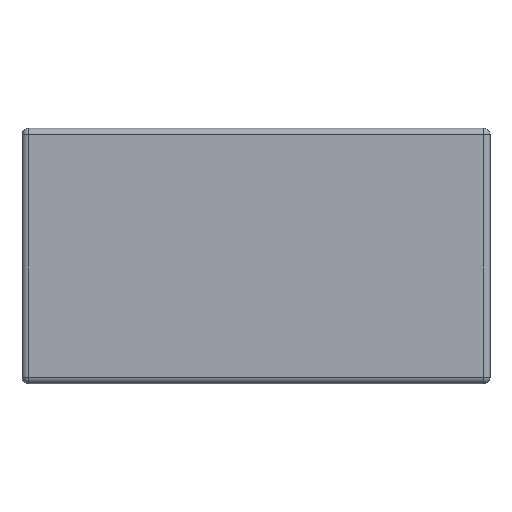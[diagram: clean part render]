
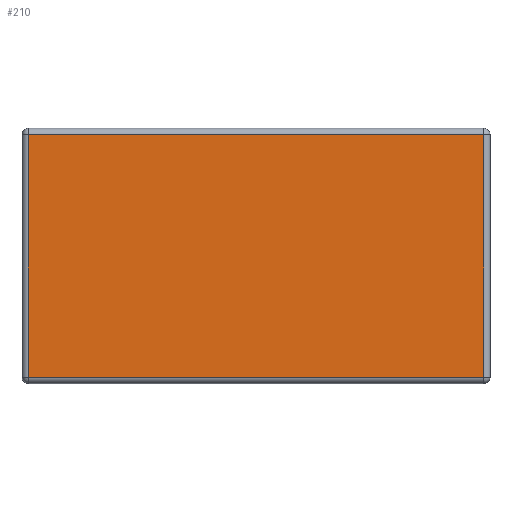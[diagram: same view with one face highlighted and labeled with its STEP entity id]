
A CAD part, top view. The second image highlights one B-rep face of the part: STEP entity #210.
In plain terms, the highlighted planar face has unit normal (0, 0, 1).
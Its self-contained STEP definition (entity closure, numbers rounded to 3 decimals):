
#210 = ADVANCED_FACE( '', ( #457 ), #458, .T. );
#457 = FACE_OUTER_BOUND( '', #730, .T. );
#458 = PLANE( '', #731 );
#730 = EDGE_LOOP( '', ( #1282, #1283, #1284, #1285 ) );
#731 = AXIS2_PLACEMENT_3D( '', #1286, #1287, #1288 );
#1282 = ORIENTED_EDGE( '', *, *, #1680, .T. );
#1283 = ORIENTED_EDGE( '', *, *, #1770, .T. );
#1284 = ORIENTED_EDGE( '', *, *, #1771, .T. );
#1285 = ORIENTED_EDGE( '', *, *, #1566, .T. );
#1286 = CARTESIAN_POINT( '', ( 0., 0., 29. ) );
#1287 = DIRECTION( '', ( 0., 0., 1. ) );
#1288 = DIRECTION( '', ( 1., 0., 0. ) );
#1566 = EDGE_CURVE( '', #1847, #1852, #1854, .T. );
#1680 = EDGE_CURVE( '', #1852, #1866, #2047, .T. );
#1770 = EDGE_CURVE( '', #1866, #2151, #2164, .T. );
#1771 = EDGE_CURVE( '', #2151, #1847, #2165, .T. );
#1847 = VERTEX_POINT( '', #2253 );
#1852 = VERTEX_POINT( '', #2259 );
#1854 = LINE( '', #2261, #2262 );
#1866 = VERTEX_POINT( '', #2278 );
#2047 = LINE( '', #2526, #2527 );
#2151 = VERTEX_POINT( '', #2682 );
#2164 = LINE( '', #2701, #2702 );
#2165 = LINE( '', #2703, #2704 );
#2253 = CARTESIAN_POINT( '', ( -53.5, -28.5, 29. ) );
#2259 = CARTESIAN_POINT( '', ( 53.5, -28.5, 29. ) );
#2261 = CARTESIAN_POINT( '', ( 55., -28.5, 29. ) );
#2262 = VECTOR( '', #2807, 1000. );
#2278 = CARTESIAN_POINT( '', ( 53.5, 28.5, 29. ) );
#2526 = CARTESIAN_POINT( '', ( 53.5, 30., 29. ) );
#2527 = VECTOR( '', #2939, 1000. );
#2682 = CARTESIAN_POINT( '', ( -53.5, 28.5, 29. ) );
#2701 = CARTESIAN_POINT( '', ( -55., 28.5, 29. ) );
#2702 = VECTOR( '', #3012, 1000. );
#2703 = CARTESIAN_POINT( '', ( -53.5, -30., 29. ) );
#2704 = VECTOR( '', #3013, 1000. );
#2807 = DIRECTION( '', ( 1., 0., 0. ) );
#2939 = DIRECTION( '', ( 0., 1., 0. ) );
#3012 = DIRECTION( '', ( -1., 0., 0. ) );
#3013 = DIRECTION( '', ( 0., -1., 0. ) );
